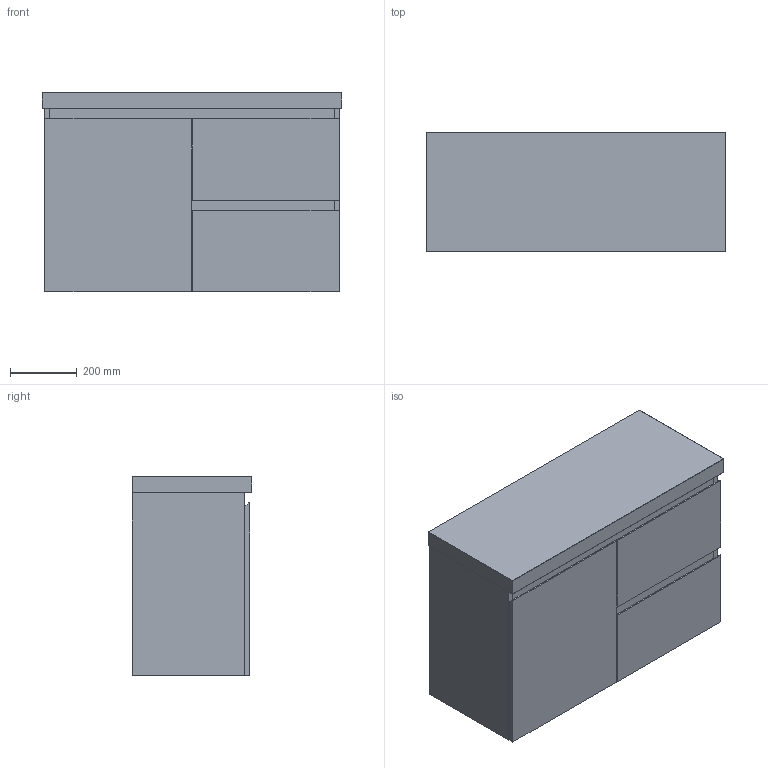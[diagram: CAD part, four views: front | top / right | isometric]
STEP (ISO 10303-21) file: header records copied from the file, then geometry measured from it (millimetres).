
FILE_DESCRIPTION(/* description */ (''),/* implementation_level */ '2;1');
FILE_NAME(/* name */ 'Domaine Ensuite (Wall Hung) 900 (50MM)',/* time_stamp */ '2025-07-09T14:49:50+10:00',/* author */ (''),/* organization */ (''),/* preprocessor_version */ 'ST-DEVELOPER v16.5',/* originating_system */ '',/* authorisation */ '');
FILE_SCHEMA (('AUTOMOTIVE_DESIGN'));
Length unit declared in the file: millimetre
Products named in the file (6): Document; Domaine Ensuite (Wall Hung) 900 (50MM); Domaine Ensuite WH ALL1617; Domaine Ensuite 900 WH45; Blank Ensuite Benchtops (Domaine) ALL6789101112131415; 900 Ensuite (50MM)2
Assembly tree (5 placements, depth 4):
  Document
    Domaine Ensuite (Wall Hung) 900 (50MM)
      Domaine Ensuite WH ALL1617
        Domaine Ensuite 900 WH45
      Blank Ensuite Benchtops (Domaine) ALL6789101112131415
        900 Ensuite (50MM)2
Bounding box: 900 x 360 x 600 mm (x, y, z)
Volume: 34104104.8 mm3; surface area: 4291572.2 mm2
Topology: 7 solids, 7 shells, 68 faces, 147 edges, 90 vertices
Faces by surface type: plane 54, cylinder 10, bspline 4
Entity records: 1994 total; most frequent: CARTESIAN_POINT 653, ORIENTED_EDGE 286, EDGE_CURVE 143, B_SPLINE_CURVE_WITH_KNOTS 127, VERTEX_POINT 90, DIRECTION 90, AXIS2_PLACEMENT_3D 77, EDGE_LOOP 69
